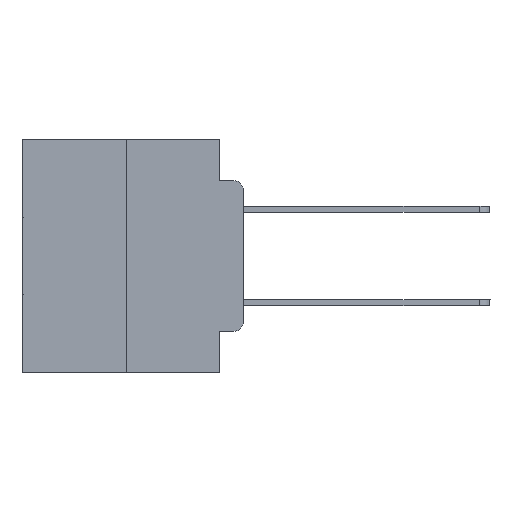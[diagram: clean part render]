
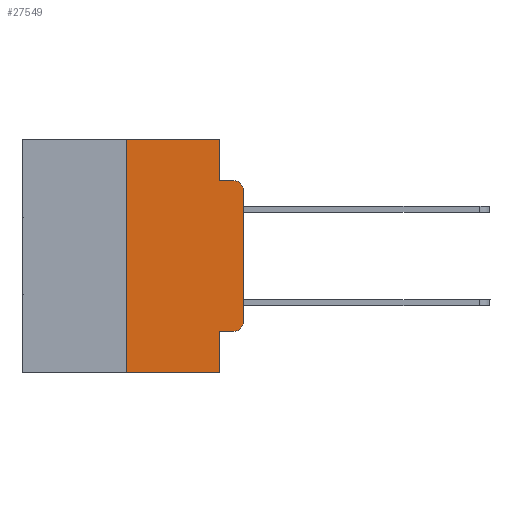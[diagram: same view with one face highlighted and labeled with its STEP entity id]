
A CAD part, left-side view. The second image highlights one B-rep face of the part: STEP entity #27549.
In plain terms, the highlighted planar face has unit normal (-1, 0, 0).
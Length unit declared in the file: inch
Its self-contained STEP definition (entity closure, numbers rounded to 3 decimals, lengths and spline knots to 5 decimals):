
#437 = DIRECTION ( 'NONE',  ( 0., -1., 0. ) ) ;
#908 = VERTEX_POINT ( 'NONE', #4315 ) ;
#972 = LINE ( 'NONE', #2237, #18591 ) ;
#1689 = DIRECTION ( 'NONE',  ( 0., 0., -1. ) ) ;
#2237 = CARTESIAN_POINT ( 'NONE',  ( 0., 0.051, 0. ) ) ;
#2255 = ORIENTED_EDGE ( 'NONE', *, *, #29251, .T. ) ;
#3845 = DIRECTION ( 'NONE',  ( 0., 0., -1. ) ) ;
#3890 = CARTESIAN_POINT ( 'NONE',  ( 0., 0.051, -0.0885 ) ) ;
#4259 = VECTOR ( 'NONE', #20295, 39.37008 ) ;
#4315 = CARTESIAN_POINT ( 'NONE',  ( 0., 0.25, 0. ) ) ;
#4469 = AXIS2_PLACEMENT_3D ( 'NONE', #24985, #11021, #3845 ) ;
#4702 = CARTESIAN_POINT ( 'NONE',  ( 0., 0.02, -0.3915 ) ) ;
#4972 = CARTESIAN_POINT ( 'NONE',  ( 0., 0.051, 0. ) ) ;
#5005 = VERTEX_POINT ( 'NONE', #6897 ) ;
#5167 = CIRCLE ( 'NONE', #27140, 0.02 ) ;
#5680 = EDGE_CURVE ( 'NONE', #15153, #5005, #13126, .T. ) ;
#6290 = LINE ( 'NONE', #25401, #21333 ) ;
#6723 = DIRECTION ( 'NONE',  ( -1., 0., 0. ) ) ;
#6897 = CARTESIAN_POINT ( 'NONE',  ( 0., 0., -0.3915 ) ) ;
#6936 = EDGE_CURVE ( 'NONE', #29127, #17531, #26652, .T. ) ;
#7226 = ORIENTED_EDGE ( 'NONE', *, *, #18449, .T. ) ;
#7418 = CARTESIAN_POINT ( 'NONE',  ( 0., 0.02, -0.0885 ) ) ;
#7815 = FACE_OUTER_BOUND ( 'NONE', #23460, .T. ) ;
#8024 = CARTESIAN_POINT ( 'NONE',  ( 0., 0.051, -0.4115 ) ) ;
#8505 = LINE ( 'NONE', #13757, #27234 ) ;
#8844 = EDGE_CURVE ( 'NONE', #908, #29127, #26868, .T. ) ;
#8846 = VECTOR ( 'NONE', #25290, 39.37008 ) ;
#8874 = VECTOR ( 'NONE', #437, 39.37008 ) ;
#9114 = CARTESIAN_POINT ( 'NONE',  ( 0., 0.051, -0.4115 ) ) ;
#9283 = VERTEX_POINT ( 'NONE', #15928 ) ;
#9463 = ORIENTED_EDGE ( 'NONE', *, *, #5680, .T. ) ;
#9917 = CARTESIAN_POINT ( 'NONE',  ( 0., 0.473, 0. ) ) ;
#10824 = CARTESIAN_POINT ( 'NONE',  ( 0., 0.02, -0.1085 ) ) ;
#10849 = ORIENTED_EDGE ( 'NONE', *, *, #21412, .T. ) ;
#11021 = DIRECTION ( 'NONE',  ( 1., 0., 0. ) ) ;
#11158 = VECTOR ( 'NONE', #24444, 39.37008 ) ;
#11421 = ORIENTED_EDGE ( 'NONE', *, *, #6936, .F. ) ;
#11685 = DIRECTION ( 'NONE',  ( 0., 0., -1. ) ) ;
#11716 = EDGE_CURVE ( 'NONE', #17531, #29671, #20787, .T. ) ;
#13126 = CIRCLE ( 'NONE', #24921, 0.02 ) ;
#13200 = DIRECTION ( 'NONE',  ( -1., 0., 0. ) ) ;
#13757 = CARTESIAN_POINT ( 'NONE',  ( 0., 0.25, 0. ) ) ;
#15093 = DIRECTION ( 'NONE',  ( 0., 0., -1. ) ) ;
#15153 = VERTEX_POINT ( 'NONE', #20640 ) ;
#15527 = PLANE ( 'NONE',  #4469 ) ;
#15809 = ORIENTED_EDGE ( 'NONE', *, *, #8844, .F. ) ;
#15928 = CARTESIAN_POINT ( 'NONE',  ( 0., 0., -0.1085 ) ) ;
#16092 = DIRECTION ( 'NONE',  ( 0., 0., 1. ) ) ;
#17531 = VERTEX_POINT ( 'NONE', #20229 ) ;
#18449 = EDGE_CURVE ( 'NONE', #5005, #9283, #6290, .T. ) ;
#18591 = VECTOR ( 'NONE', #11685, 39.37008 ) ;
#18608 = CARTESIAN_POINT ( 'NONE',  ( 0., 0.473, -0.5 ) ) ;
#19344 = VERTEX_POINT ( 'NONE', #21666 ) ;
#19633 = VECTOR ( 'NONE', #15093, 39.37008 ) ;
#19905 = CARTESIAN_POINT ( 'NONE',  ( 0., 0.051, -0.5 ) ) ;
#20083 = ORIENTED_EDGE ( 'NONE', *, *, #11716, .F. ) ;
#20229 = CARTESIAN_POINT ( 'NONE',  ( 0., 0.051, -0.0885 ) ) ;
#20295 = DIRECTION ( 'NONE',  ( 0., -1., 0. ) ) ;
#20640 = CARTESIAN_POINT ( 'NONE',  ( 0., 0.02, -0.4115 ) ) ;
#20787 = LINE ( 'NONE', #3890, #4259 ) ;
#21333 = VECTOR ( 'NONE', #27467, 39.37008 ) ;
#21412 = EDGE_CURVE ( 'NONE', #28884, #15153, #28090, .T. ) ;
#21540 = VERTEX_POINT ( 'NONE', #19905 ) ;
#21666 = CARTESIAN_POINT ( 'NONE',  ( 0., 0.25, -0.5 ) ) ;
#22416 = LINE ( 'NONE', #18608, #8846 ) ;
#23460 = EDGE_LOOP ( 'NONE', ( #7226, #2255, #20083, #11421, #15809, #27142, #24451, #30251, #10849, #9463 ) ) ;
#24444 = DIRECTION ( 'NONE',  ( 0., -1., 0. ) ) ;
#24451 = ORIENTED_EDGE ( 'NONE', *, *, #29532, .T. ) ;
#24921 = AXIS2_PLACEMENT_3D ( 'NONE', #4702, #6723, #25620 ) ;
#24985 = CARTESIAN_POINT ( 'NONE',  ( 0., 0.473, 0. ) ) ;
#25290 = DIRECTION ( 'NONE',  ( 0., -1., 0. ) ) ;
#25401 = CARTESIAN_POINT ( 'NONE',  ( 0., 0., 0. ) ) ;
#25456 = EDGE_CURVE ( 'NONE', #28884, #21540, #972, .T. ) ;
#25620 = DIRECTION ( 'NONE',  ( 0., 0., -1. ) ) ;
#26652 = LINE ( 'NONE', #27126, #19633 ) ;
#26868 = LINE ( 'NONE', #9917, #8874 ) ;
#27126 = CARTESIAN_POINT ( 'NONE',  ( 0., 0.051, 0. ) ) ;
#27140 = AXIS2_PLACEMENT_3D ( 'NONE', #10824, #13200, #1689 ) ;
#27142 = ORIENTED_EDGE ( 'NONE', *, *, #28218, .F. ) ;
#27234 = VECTOR ( 'NONE', #16092, 39.37008 ) ;
#27467 = DIRECTION ( 'NONE',  ( 0., 0., 1. ) ) ;
#27549 = ADVANCED_FACE ( 'NONE', ( #7815 ), #15527, .F. ) ;
#28090 = LINE ( 'NONE', #8024, #11158 ) ;
#28218 = EDGE_CURVE ( 'NONE', #19344, #908, #8505, .T. ) ;
#28884 = VERTEX_POINT ( 'NONE', #9114 ) ;
#29127 = VERTEX_POINT ( 'NONE', #4972 ) ;
#29251 = EDGE_CURVE ( 'NONE', #9283, #29671, #5167, .T. ) ;
#29532 = EDGE_CURVE ( 'NONE', #19344, #21540, #22416, .T. ) ;
#29671 = VERTEX_POINT ( 'NONE', #7418 ) ;
#30251 = ORIENTED_EDGE ( 'NONE', *, *, #25456, .F. ) ;
